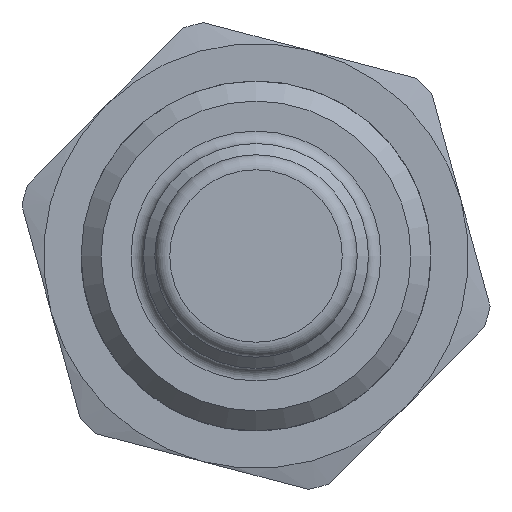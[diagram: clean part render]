
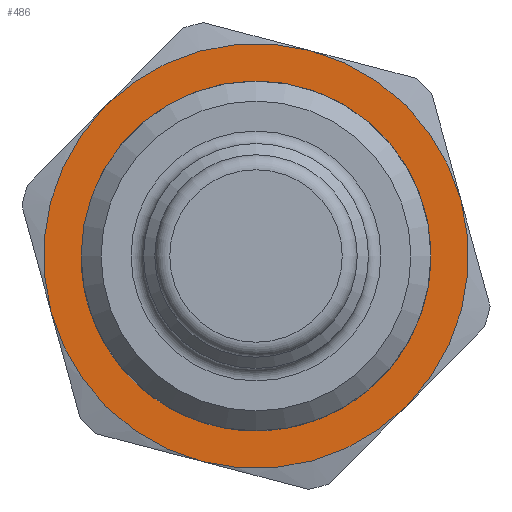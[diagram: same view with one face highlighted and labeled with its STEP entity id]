
A CAD part, left-side view. The second image highlights one B-rep face of the part: STEP entity #486.
In plain terms, the highlighted planar face has unit normal (-1, 0, 0).
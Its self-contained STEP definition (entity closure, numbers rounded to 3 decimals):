
#138=CARTESIAN_POINT('',(24.45,6.751,-1.852));
#139=VERTEX_POINT('',#138);
#140=CARTESIAN_POINT('',(24.45,0.0,0.0));
#141=DIRECTION('',(-1.,0.0,0.0));
#142=DIRECTION('',(0.0,0.964,-0.265));
#143=AXIS2_PLACEMENT_3D('',#140,#141,#142);
#144=CIRCLE('',#143,7.0);
#145=EDGE_CURVE('',#139,#139,#144,.T.);
#422=CARTESIAN_POINT('',(24.45,7.474,-2.051));
#423=DIRECTION('',(-1.0,0.0,0.0));
#424=DIRECTION('',(0.0,0.265,0.964));
#425=AXIS2_PLACEMENT_3D('',#422,#423,#424);
#426=PLANE('',#425);
#427=CARTESIAN_POINT('',(24.45,8.197,-2.249));
#428=VERTEX_POINT('',#427);
#429=CARTESIAN_POINT('',(24.45,2.151,-8.223));
#430=VERTEX_POINT('',#429);
#431=CARTESIAN_POINT('',(24.45,0.0,0.0));
#432=DIRECTION('',(-1.,0.0,0.0));
#433=DIRECTION('',(0.0,0.964,-0.265));
#434=AXIS2_PLACEMENT_3D('',#431,#432,#433);
#435=CIRCLE('',#434,8.5);
#436=EDGE_CURVE('',#428,#430,#435,.T.);
#437=ORIENTED_EDGE('',*,*,#436,.T.);
#438=CARTESIAN_POINT('',(24.45,-6.046,-5.974));
#439=VERTEX_POINT('',#438);
#440=CARTESIAN_POINT('',(24.45,0.0,0.0));
#441=DIRECTION('',(-1.,0.0,0.0));
#442=DIRECTION('',(0.0,0.964,-0.265));
#443=AXIS2_PLACEMENT_3D('',#440,#441,#442);
#444=CIRCLE('',#443,8.5);
#445=EDGE_CURVE('',#430,#439,#444,.T.);
#446=ORIENTED_EDGE('',*,*,#445,.T.);
#447=CARTESIAN_POINT('',(24.45,-8.197,2.249));
#448=VERTEX_POINT('',#447);
#449=CARTESIAN_POINT('',(24.45,0.0,0.0));
#450=DIRECTION('',(-1.,0.0,0.0));
#451=DIRECTION('',(0.0,0.964,-0.265));
#452=AXIS2_PLACEMENT_3D('',#449,#450,#451);
#453=CIRCLE('',#452,8.5);
#454=EDGE_CURVE('',#439,#448,#453,.T.);
#455=ORIENTED_EDGE('',*,*,#454,.T.);
#456=CARTESIAN_POINT('',(24.45,-2.151,8.223));
#457=VERTEX_POINT('',#456);
#458=CARTESIAN_POINT('',(24.45,0.0,0.0));
#459=DIRECTION('',(-1.,0.0,0.0));
#460=DIRECTION('',(0.0,0.964,-0.265));
#461=AXIS2_PLACEMENT_3D('',#458,#459,#460);
#462=CIRCLE('',#461,8.5);
#463=EDGE_CURVE('',#448,#457,#462,.T.);
#464=ORIENTED_EDGE('',*,*,#463,.T.);
#465=CARTESIAN_POINT('',(24.45,6.046,5.974));
#466=VERTEX_POINT('',#465);
#467=CARTESIAN_POINT('',(24.45,0.0,0.0));
#468=DIRECTION('',(-1.,0.0,0.0));
#469=DIRECTION('',(0.0,0.964,-0.265));
#470=AXIS2_PLACEMENT_3D('',#467,#468,#469);
#471=CIRCLE('',#470,8.5);
#472=EDGE_CURVE('',#457,#466,#471,.T.);
#473=ORIENTED_EDGE('',*,*,#472,.T.);
#474=CARTESIAN_POINT('',(24.45,0.0,0.0));
#475=DIRECTION('',(-1.,0.0,0.0));
#476=DIRECTION('',(0.0,0.964,-0.265));
#477=AXIS2_PLACEMENT_3D('',#474,#475,#476);
#478=CIRCLE('',#477,8.5);
#479=EDGE_CURVE('',#466,#428,#478,.T.);
#480=ORIENTED_EDGE('',*,*,#479,.T.);
#481=EDGE_LOOP('',(#437,#446,#455,#464,#473,#480));
#482=FACE_OUTER_BOUND('',#481,.T.);
#483=ORIENTED_EDGE('',*,*,#145,.F.);
#484=EDGE_LOOP('',(#483));
#485=FACE_BOUND('',#484,.T.);
#486=ADVANCED_FACE('',(#482,#485),#426,.T.);
